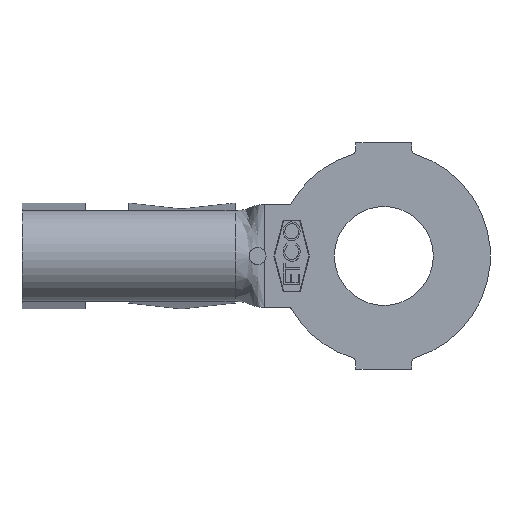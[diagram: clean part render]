
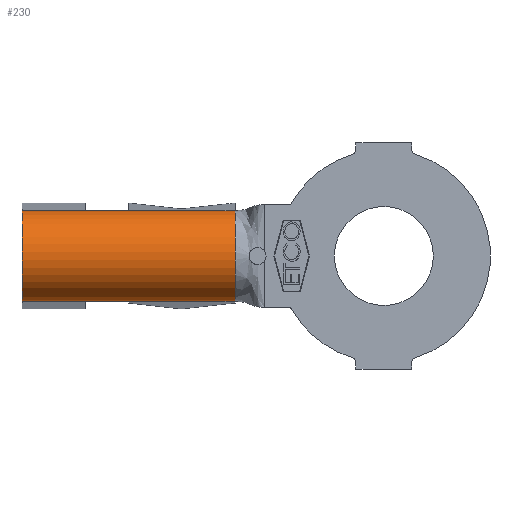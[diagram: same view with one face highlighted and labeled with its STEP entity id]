
A CAD part, front view. The second image highlights one B-rep face of the part: STEP entity #230.
In plain terms, the highlighted cylindrical face has radius 1.702 mm (diameter 3.404 mm), a partial arc.
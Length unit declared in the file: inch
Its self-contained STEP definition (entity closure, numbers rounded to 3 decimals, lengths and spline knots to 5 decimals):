
#48 = AXIS2_PLACEMENT_3D ( 'NONE', #235, #1236, #551 ) ;
#140 = VECTOR ( 'NONE', #928, 39.37008 ) ;
#230 = ADVANCED_FACE ( 'NONE', ( #3202 ), #5614, .T. ) ;
#235 = CARTESIAN_POINT ( 'NONE',  ( -0.374, 0.067, 0. ) ) ;
#365 = VERTEX_POINT ( 'NONE', #4790 ) ;
#372 = LINE ( 'NONE', #1941, #5367 ) ;
#429 = AXIS2_PLACEMENT_3D ( 'NONE', #2156, #5551, #2659 ) ;
#454 = CARTESIAN_POINT ( 'NONE',  ( -0.381, 0.0596, -0.06659 ) ) ;
#501 = ORIENTED_EDGE ( 'NONE', *, *, #3124, .T. ) ;
#543 = LINE ( 'NONE', #2082, #5379 ) ;
#551 = DIRECTION ( 'NONE',  ( 0., 0., -1. ) ) ;
#608 = AXIS2_PLACEMENT_3D ( 'NONE', #4960, #2059, #5457 ) ;
#635 = VECTOR ( 'NONE', #2475, 39.37008 ) ;
#756 = EDGE_CURVE ( 'NONE', #1546, #1048, #4771, .T. ) ;
#834 = VERTEX_POINT ( 'NONE', #5962 ) ;
#898 = LINE ( 'NONE', #6316, #3172 ) ;
#928 = DIRECTION ( 'NONE',  ( 1., 0., 0. ) ) ;
#973 = CARTESIAN_POINT ( 'NONE',  ( -0.53, 0.0596, 0.06659 ) ) ;
#993 = CARTESIAN_POINT ( 'NONE',  ( -0.53, 0.0596, -0.06659 ) ) ;
#997 = DIRECTION ( 'NONE',  ( 1., 0., 0. ) ) ;
#1048 = VERTEX_POINT ( 'NONE', #2781 ) ;
#1136 = ORIENTED_EDGE ( 'NONE', *, *, #756, .T. ) ;
#1163 = EDGE_CURVE ( 'NONE', #365, #3870, #543, .T. ) ;
#1185 = VERTEX_POINT ( 'NONE', #4038 ) ;
#1236 = DIRECTION ( 'NONE',  ( 1., 0., 0. ) ) ;
#1429 = ORIENTED_EDGE ( 'NONE', *, *, #1163, .F. ) ;
#1496 = EDGE_CURVE ( 'NONE', #4735, #1185, #4018, .T. ) ;
#1546 = VERTEX_POINT ( 'NONE', #973 ) ;
#1610 = EDGE_CURVE ( 'NONE', #1048, #834, #6138, .T. ) ;
#1632 = EDGE_LOOP ( 'NONE', ( #2995, #1653, #1429, #2457, #1136, #4279, #501, #6200 ) ) ;
#1653 = ORIENTED_EDGE ( 'NONE', *, *, #6288, .F. ) ;
#1941 = CARTESIAN_POINT ( 'NONE',  ( -0.53, 0.0596, 0.06659 ) ) ;
#2059 = DIRECTION ( 'NONE',  ( 1., 0., 0. ) ) ;
#2082 = CARTESIAN_POINT ( 'NONE',  ( -0.437, 0.0596, 0.06659 ) ) ;
#2156 = CARTESIAN_POINT ( 'NONE',  ( -0.218, 0.067, 0. ) ) ;
#2267 = VECTOR ( 'NONE', #4870, 39.37008 ) ;
#2343 = EDGE_CURVE ( 'NONE', #1546, #365, #372, .T. ) ;
#2457 = ORIENTED_EDGE ( 'NONE', *, *, #2343, .F. ) ;
#2475 = DIRECTION ( 'NONE',  ( 1., 0., 0. ) ) ;
#2659 = DIRECTION ( 'NONE',  ( 0., 0., -1. ) ) ;
#2781 = CARTESIAN_POINT ( 'NONE',  ( -0.53, 0.0596, -0.06659 ) ) ;
#2878 = VERTEX_POINT ( 'NONE', #6140 ) ;
#2995 = ORIENTED_EDGE ( 'NONE', *, *, #4194, .F. ) ;
#3124 = EDGE_CURVE ( 'NONE', #834, #4735, #898, .T. ) ;
#3172 = VECTOR ( 'NONE', #997, 39.37008 ) ;
#3202 = FACE_OUTER_BOUND ( 'NONE', #1632, .T. ) ;
#3421 = DIRECTION ( 'NONE',  ( 1., 0., 0. ) ) ;
#3573 = DIRECTION ( 'NONE',  ( 1., 0., 0. ) ) ;
#3870 = VERTEX_POINT ( 'NONE', #4941 ) ;
#4018 = LINE ( 'NONE', #4307, #140 ) ;
#4038 = CARTESIAN_POINT ( 'NONE',  ( -0.218, 0.0596, -0.06659 ) ) ;
#4194 = EDGE_CURVE ( 'NONE', #2878, #1185, #6032, .T. ) ;
#4279 = ORIENTED_EDGE ( 'NONE', *, *, #1610, .T. ) ;
#4307 = CARTESIAN_POINT ( 'NONE',  ( -0.374, 0.0596, -0.06659 ) ) ;
#4735 = VERTEX_POINT ( 'NONE', #454 ) ;
#4771 = CIRCLE ( 'NONE', #608, 0.067 ) ;
#4790 = CARTESIAN_POINT ( 'NONE',  ( -0.43, 0.0596, 0.06659 ) ) ;
#4870 = DIRECTION ( 'NONE',  ( 1., 0., 0. ) ) ;
#4879 = CARTESIAN_POINT ( 'NONE',  ( -0.374, 0.0596, 0.06659 ) ) ;
#4941 = CARTESIAN_POINT ( 'NONE',  ( -0.381, 0.0596, 0.06659 ) ) ;
#4960 = CARTESIAN_POINT ( 'NONE',  ( -0.53, 0.067, 0. ) ) ;
#5367 = VECTOR ( 'NONE', #3421, 39.37008 ) ;
#5379 = VECTOR ( 'NONE', #3573, 39.37008 ) ;
#5457 = DIRECTION ( 'NONE',  ( 0., 0., -1. ) ) ;
#5551 = DIRECTION ( 'NONE',  ( 1., 0., 0. ) ) ;
#5614 = CYLINDRICAL_SURFACE ( 'NONE', #48, 0.067 ) ;
#5788 = LINE ( 'NONE', #4879, #635 ) ;
#5962 = CARTESIAN_POINT ( 'NONE',  ( -0.43, 0.0596, -0.06659 ) ) ;
#6032 = CIRCLE ( 'NONE', #429, 0.067 ) ;
#6138 = LINE ( 'NONE', #993, #2267 ) ;
#6140 = CARTESIAN_POINT ( 'NONE',  ( -0.218, 0.0596, 0.06659 ) ) ;
#6200 = ORIENTED_EDGE ( 'NONE', *, *, #1496, .T. ) ;
#6288 = EDGE_CURVE ( 'NONE', #3870, #2878, #5788, .T. ) ;
#6316 = CARTESIAN_POINT ( 'NONE',  ( -0.437, 0.0596, -0.06659 ) ) ;
